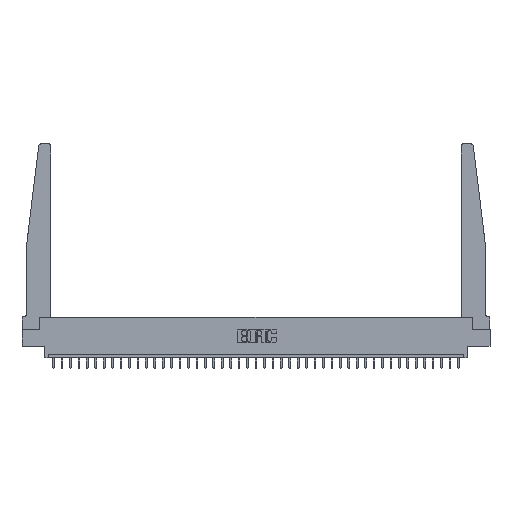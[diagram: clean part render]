
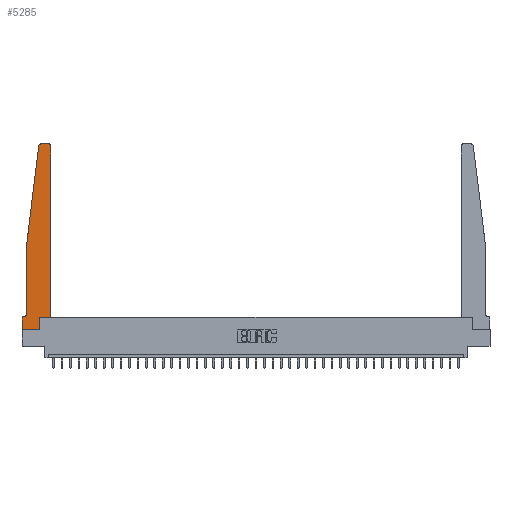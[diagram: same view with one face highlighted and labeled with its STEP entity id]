
A CAD part, top view. The second image highlights one B-rep face of the part: STEP entity #5285.
In plain terms, the highlighted planar face has unit normal (0, 0, 1).
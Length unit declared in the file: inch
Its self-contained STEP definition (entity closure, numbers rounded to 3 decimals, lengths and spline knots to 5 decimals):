
#45 = CARTESIAN_POINT ( 'NONE',  ( 0.395, 2.75, 0.37 ) ) ;
#256 = CARTESIAN_POINT ( 'NONE',  ( 0.065, 0.1875, 0.37 ) ) ;
#270 = CARTESIAN_POINT ( 'NONE',  ( 0.24675, 2.72367, 0.37 ) ) ;
#329 = EDGE_CURVE ( 'NONE', #18516, #16728, #17886, .T. ) ;
#593 = CARTESIAN_POINT ( 'NONE',  ( 0.015, 0.1875, 0.37 ) ) ;
#647 = VERTEX_POINT ( 'NONE', #19801 ) ;
#767 = DIRECTION ( 'NONE',  ( 0., -1., 0. ) ) ;
#875 = LINE ( 'NONE', #11581, #28052 ) ;
#941 = DIRECTION ( 'NONE',  ( -0.122, -0.992, 0. ) ) ;
#1014 = CARTESIAN_POINT ( 'NONE',  ( 0.065, 1.25, 0.37 ) ) ;
#2085 = CARTESIAN_POINT ( 'NONE',  ( 0., 0.1875, 0.37 ) ) ;
#2164 = DIRECTION ( 'NONE',  ( 1., 0., 0. ) ) ;
#2341 = CIRCLE ( 'NONE', #31571, 0.03 ) ;
#2414 = ORIENTED_EDGE ( 'NONE', *, *, #31995, .T. ) ;
#3177 = VECTOR ( 'NONE', #34406, 39.37008 ) ;
#3241 = EDGE_CURVE ( 'NONE', #17254, #18030, #16680, .T. ) ;
#3991 = DIRECTION ( 'NONE',  ( 0., 0., 1. ) ) ;
#4773 = EDGE_CURVE ( 'NONE', #10007, #647, #12887, .T. ) ;
#5157 = AXIS2_PLACEMENT_3D ( 'NONE', #26472, #18004, #2164 ) ;
#5285 = ADVANCED_FACE ( 'NONE', ( #29596 ), #19024, .T. ) ;
#6218 = LINE ( 'NONE', #19266, #8983 ) ;
#6739 = LINE ( 'NONE', #14308, #9397 ) ;
#6808 = CARTESIAN_POINT ( 'NONE',  ( 0.425, 2.72, 0.37 ) ) ;
#6843 = LINE ( 'NONE', #22715, #25217 ) ;
#7281 = DIRECTION ( 'NONE',  ( -1., 0., 0. ) ) ;
#7597 = VERTEX_POINT ( 'NONE', #45 ) ;
#7668 = DIRECTION ( 'NONE',  ( 0., 1., 0. ) ) ;
#8004 = DIRECTION ( 'NONE',  ( 0., 0., -1. ) ) ;
#8085 = ORIENTED_EDGE ( 'NONE', *, *, #3241, .T. ) ;
#8266 = AXIS2_PLACEMENT_3D ( 'NONE', #13386, #18496, #34728 ) ;
#8844 = VERTEX_POINT ( 'NONE', #270 ) ;
#8983 = VECTOR ( 'NONE', #767, 39.37008 ) ;
#9070 = EDGE_CURVE ( 'NONE', #22324, #17254, #6218, .T. ) ;
#9397 = VECTOR ( 'NONE', #941, 39.37008 ) ;
#9606 = DIRECTION ( 'NONE',  ( 1., 0., 0. ) ) ;
#9930 = AXIS2_PLACEMENT_3D ( 'NONE', #16274, #8004, #34803 ) ;
#10007 = VERTEX_POINT ( 'NONE', #2085 ) ;
#10189 = VERTEX_POINT ( 'NONE', #18726 ) ;
#10990 = ORIENTED_EDGE ( 'NONE', *, *, #9070, .T. ) ;
#11581 = CARTESIAN_POINT ( 'NONE',  ( 0.425, 0.18, 0.37 ) ) ;
#12239 = CARTESIAN_POINT ( 'NONE',  ( 0.2605, 0.18, 0.37 ) ) ;
#12339 = CARTESIAN_POINT ( 'NONE',  ( 0.27653, 2.75, 0.37 ) ) ;
#12738 = ORIENTED_EDGE ( 'NONE', *, *, #26511, .T. ) ;
#12887 = LINE ( 'NONE', #23668, #3177 ) ;
#12907 = LINE ( 'NONE', #34253, #34423 ) ;
#12961 = EDGE_LOOP ( 'NONE', ( #14497, #32297, #34646, #10990, #8085, #12738, #26865, #22098, #26281, #20777, #2414, #28227 ) ) ;
#13380 = VERTEX_POINT ( 'NONE', #12339 ) ;
#13386 = CARTESIAN_POINT ( 'NONE',  ( 0., 0.1875, 0.37 ) ) ;
#14308 = CARTESIAN_POINT ( 'NONE',  ( 0.065, 1.25, 0.37 ) ) ;
#14370 = VECTOR ( 'NONE', #7281, 39.37008 ) ;
#14497 = ORIENTED_EDGE ( 'NONE', *, *, #26239, .T. ) ;
#14682 = CARTESIAN_POINT ( 'NONE',  ( 0.25, 2.75, 0.37 ) ) ;
#14770 = DIRECTION ( 'NONE',  ( 0., 1., 0. ) ) ;
#16274 = CARTESIAN_POINT ( 'NONE',  ( 0.015, 0.2375, 0.37 ) ) ;
#16419 = CIRCLE ( 'NONE', #5157, 0.03 ) ;
#16680 = CIRCLE ( 'NONE', #9930, 0.05 ) ;
#16728 = VERTEX_POINT ( 'NONE', #21336 ) ;
#17116 = LINE ( 'NONE', #256, #26233 ) ;
#17254 = VERTEX_POINT ( 'NONE', #22683 ) ;
#17886 = LINE ( 'NONE', #12239, #25220 ) ;
#18004 = DIRECTION ( 'NONE',  ( 0., 0., 1. ) ) ;
#18030 = VERTEX_POINT ( 'NONE', #593 ) ;
#18496 = DIRECTION ( 'NONE',  ( 0., 0., 1. ) ) ;
#18516 = VERTEX_POINT ( 'NONE', #32789 ) ;
#18726 = CARTESIAN_POINT ( 'NONE',  ( 0.425, 0.18, 0.37 ) ) ;
#19024 = PLANE ( 'NONE',  #8266 ) ;
#19266 = CARTESIAN_POINT ( 'NONE',  ( 0.065, 1.25, 0.37 ) ) ;
#19416 = EDGE_CURVE ( 'NONE', #33671, #7597, #16419, .T. ) ;
#19589 = DIRECTION ( 'NONE',  ( -1., 0., 0. ) ) ;
#19801 = CARTESIAN_POINT ( 'NONE',  ( 0., 0., 0.37 ) ) ;
#20777 = ORIENTED_EDGE ( 'NONE', *, *, #30577, .T. ) ;
#21336 = CARTESIAN_POINT ( 'NONE',  ( 0.2605, 0.18, 0.37 ) ) ;
#21692 = EDGE_CURVE ( 'NONE', #647, #18516, #12907, .T. ) ;
#22098 = ORIENTED_EDGE ( 'NONE', *, *, #21692, .T. ) ;
#22324 = VERTEX_POINT ( 'NONE', #1014 ) ;
#22683 = CARTESIAN_POINT ( 'NONE',  ( 0.065, 0.2375, 0.37 ) ) ;
#22715 = CARTESIAN_POINT ( 'NONE',  ( 0.425, 0.18, 0.37 ) ) ;
#23668 = CARTESIAN_POINT ( 'NONE',  ( 0., 0., 0.37 ) ) ;
#25217 = VECTOR ( 'NONE', #32925, 39.37008 ) ;
#25220 = VECTOR ( 'NONE', #7668, 39.37008 ) ;
#25848 = CARTESIAN_POINT ( 'NONE',  ( 0.27653, 2.72, 0.37 ) ) ;
#25988 = LINE ( 'NONE', #14682, #14370 ) ;
#26233 = VECTOR ( 'NONE', #19589, 39.37008 ) ;
#26239 = EDGE_CURVE ( 'NONE', #7597, #13380, #25988, .T. ) ;
#26281 = ORIENTED_EDGE ( 'NONE', *, *, #329, .T. ) ;
#26472 = CARTESIAN_POINT ( 'NONE',  ( 0.395, 2.72, 0.37 ) ) ;
#26511 = EDGE_CURVE ( 'NONE', #18030, #10007, #17116, .T. ) ;
#26683 = DIRECTION ( 'NONE',  ( 1., 0., 0. ) ) ;
#26865 = ORIENTED_EDGE ( 'NONE', *, *, #4773, .T. ) ;
#28052 = VECTOR ( 'NONE', #14770, 39.37008 ) ;
#28227 = ORIENTED_EDGE ( 'NONE', *, *, #19416, .T. ) ;
#29596 = FACE_OUTER_BOUND ( 'NONE', #12961, .T. ) ;
#29609 = EDGE_CURVE ( 'NONE', #8844, #22324, #6739, .T. ) ;
#30577 = EDGE_CURVE ( 'NONE', #16728, #10189, #6843, .T. ) ;
#31571 = AXIS2_PLACEMENT_3D ( 'NONE', #25848, #3991, #9606 ) ;
#31995 = EDGE_CURVE ( 'NONE', #10189, #33671, #875, .T. ) ;
#32297 = ORIENTED_EDGE ( 'NONE', *, *, #34505, .T. ) ;
#32789 = CARTESIAN_POINT ( 'NONE',  ( 0.2605, 0., 0.37 ) ) ;
#32925 = DIRECTION ( 'NONE',  ( 1., 0., 0. ) ) ;
#33671 = VERTEX_POINT ( 'NONE', #6808 ) ;
#34253 = CARTESIAN_POINT ( 'NONE',  ( 0., 0., 0.37 ) ) ;
#34406 = DIRECTION ( 'NONE',  ( 0., -1., 0. ) ) ;
#34423 = VECTOR ( 'NONE', #26683, 39.37008 ) ;
#34505 = EDGE_CURVE ( 'NONE', #13380, #8844, #2341, .T. ) ;
#34646 = ORIENTED_EDGE ( 'NONE', *, *, #29609, .T. ) ;
#34728 = DIRECTION ( 'NONE',  ( 1., 0., 0. ) ) ;
#34803 = DIRECTION ( 'NONE',  ( -1., 0., 0. ) ) ;
